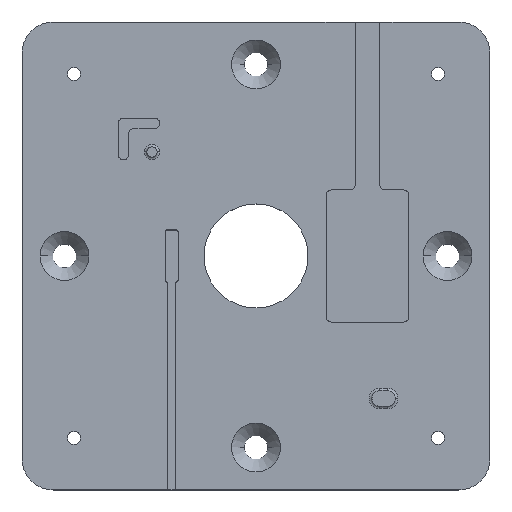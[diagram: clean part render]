
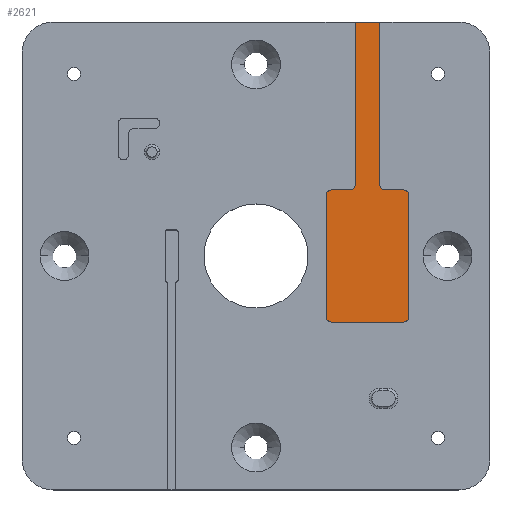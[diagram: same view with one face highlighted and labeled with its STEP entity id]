
A CAD part, top view. The second image highlights one B-rep face of the part: STEP entity #2621.
In plain terms, the highlighted planar face has unit normal (0, 0, 1).
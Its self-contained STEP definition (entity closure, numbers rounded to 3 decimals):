
#22 = DIRECTION ( 'NONE',  ( 1., 0., 0. ) ) ;
#34 = EDGE_CURVE ( 'NONE', #1277, #1278, #325, .T. ) ;
#90 = FACE_OUTER_BOUND ( 'NONE', #2740, .T. ) ;
#112 = ORIENTED_EDGE ( 'NONE', *, *, #1028, .T. ) ;
#122 = ORIENTED_EDGE ( 'NONE', *, *, #998, .T. ) ;
#124 = ORIENTED_EDGE ( 'NONE', *, *, #1034, .T. ) ;
#133 = ORIENTED_EDGE ( 'NONE', *, *, #973, .T. ) ;
#137 = ORIENTED_EDGE ( 'NONE', *, *, #842, .T. ) ;
#154 = ORIENTED_EDGE ( 'NONE', *, *, #34, .T. ) ;
#161 = ORIENTED_EDGE ( 'NONE', *, *, #1101, .T. ) ;
#167 = ORIENTED_EDGE ( 'NONE', *, *, #920, .T. ) ;
#176 = CIRCLE ( 'NONE', #1575, 1. ) ;
#183 = LINE ( 'NONE', #1261, #309 ) ;
#188 = ORIENTED_EDGE ( 'NONE', *, *, #979, .T. ) ;
#235 = ORIENTED_EDGE ( 'NONE', *, *, #932, .T. ) ;
#306 = CIRCLE ( 'NONE', #1113, 1. ) ;
#309 = VECTOR ( 'NONE', #22, 1000. ) ;
#321 = VECTOR ( 'NONE', #1423, 1000. ) ;
#322 = ORIENTED_EDGE ( 'NONE', *, *, #846, .T. ) ;
#325 = LINE ( 'NONE', #1431, #321 ) ;
#333 = VECTOR ( 'NONE', #1712, 1000. ) ;
#344 = LINE ( 'NONE', #1711, #333 ) ;
#405 = LINE ( 'NONE', #1796, #407 ) ;
#407 = VECTOR ( 'NONE', #1797, 1000. ) ;
#418 = LINE ( 'NONE', #1982, #432 ) ;
#427 = VECTOR ( 'NONE', #1943, 1000. ) ;
#430 = LINE ( 'NONE', #1942, #427 ) ;
#432 = VECTOR ( 'NONE', #1983, 1000. ) ;
#470 = CIRCLE ( 'NONE', #845, 1. ) ;
#494 = VECTOR ( 'NONE', #1900, 1000. ) ;
#496 = CIRCLE ( 'NONE', #945, 1. ) ;
#545 = CIRCLE ( 'NONE', #982, 1. ) ;
#561 = ORIENTED_EDGE ( 'NONE', *, *, #1054, .T. ) ;
#578 = VECTOR ( 'NONE', #1953, 1000. ) ;
#583 = LINE ( 'NONE', #1952, #578 ) ;
#634 = LINE ( 'NONE', #1899, #494 ) ;
#685 = ORIENTED_EDGE ( 'NONE', *, *, #886, .T. ) ;
#720 = ORIENTED_EDGE ( 'NONE', *, *, #1096, .T. ) ;
#842 = EDGE_CURVE ( 'NONE', #1341, #1311, #306, .T. ) ;
#845 = AXIS2_PLACEMENT_3D ( 'NONE', #1817, #1818, #1819 ) ;
#846 = EDGE_CURVE ( 'NONE', #1368, #1341, #183, .T. ) ;
#886 = EDGE_CURVE ( 'NONE', #1311, #1312, #344, .T. ) ;
#920 = EDGE_CURVE ( 'NONE', #1324, #1277, #405, .T. ) ;
#932 = EDGE_CURVE ( 'NONE', #1313, #1324, #470, .T. ) ;
#945 = AXIS2_PLACEMENT_3D ( 'NONE', #1858, #1859, #1860 ) ;
#973 = EDGE_CURVE ( 'NONE', #1312, #1306, #496, .T. ) ;
#979 = EDGE_CURVE ( 'NONE', #1294, #1371, #545, .T. ) ;
#982 = AXIS2_PLACEMENT_3D ( 'NONE', #1866, #1867, #1868 ) ;
#998 = EDGE_CURVE ( 'NONE', #1370, #1369, #634, .T. ) ;
#1028 = EDGE_CURVE ( 'NONE', #1371, #1287, #430, .T. ) ;
#1034 = EDGE_CURVE ( 'NONE', #1306, #1313, #583, .T. ) ;
#1054 = EDGE_CURVE ( 'NONE', #1278, #1294, #418, .T. ) ;
#1096 = EDGE_CURVE ( 'NONE', #1287, #1370, #176, .T. ) ;
#1101 = EDGE_CURVE ( 'NONE', #1369, #1368, #1194, .T. ) ;
#1113 = AXIS2_PLACEMENT_3D ( 'NONE', #1267, #1263, #1265 ) ;
#1194 = CIRCLE ( 'NONE', #1541, 1. ) ;
#1261 = CARTESIAN_POINT ( 'NONE',  ( 13.5, -12.7, 1.5 ) ) ;
#1263 = DIRECTION ( 'NONE',  ( 0., 0., 1. ) ) ;
#1265 = DIRECTION ( 'NONE',  ( 1., 0., 0. ) ) ;
#1267 = CARTESIAN_POINT ( 'NONE',  ( 28.375, -11.7, 1.5 ) ) ;
#1277 = VERTEX_POINT ( 'NONE', #2099 ) ;
#1278 = VERTEX_POINT ( 'NONE', #2100 ) ;
#1287 = VERTEX_POINT ( 'NONE', #2109 ) ;
#1294 = VERTEX_POINT ( 'NONE', #2116 ) ;
#1306 = VERTEX_POINT ( 'NONE', #2126 ) ;
#1311 = VERTEX_POINT ( 'NONE', #2131 ) ;
#1312 = VERTEX_POINT ( 'NONE', #2132 ) ;
#1313 = VERTEX_POINT ( 'NONE', #2133 ) ;
#1324 = VERTEX_POINT ( 'NONE', #2144 ) ;
#1341 = VERTEX_POINT ( 'NONE', #2151 ) ;
#1368 = VERTEX_POINT ( 'NONE', #2161 ) ;
#1369 = VERTEX_POINT ( 'NONE', #2162 ) ;
#1370 = VERTEX_POINT ( 'NONE', #2163 ) ;
#1371 = VERTEX_POINT ( 'NONE', #2164 ) ;
#1423 = DIRECTION ( 'NONE',  ( -1., 0., 0. ) ) ;
#1431 = CARTESIAN_POINT ( 'NONE',  ( 23.819, 45., 1.5 ) ) ;
#1541 = AXIS2_PLACEMENT_3D ( 'NONE', #2050, #2051, #2052 ) ;
#1575 = AXIS2_PLACEMENT_3D ( 'NONE', #2039, #2040, #2041 ) ;
#1591 = AXIS2_PLACEMENT_3D ( 'NONE', #2429, #2430, #2431 ) ;
#1711 = CARTESIAN_POINT ( 'NONE',  ( 29.375, -12.7, 1.5 ) ) ;
#1712 = DIRECTION ( 'NONE',  ( 0., 1., 0. ) ) ;
#1796 = CARTESIAN_POINT ( 'NONE',  ( 23.819, 12.7, 1.5 ) ) ;
#1797 = DIRECTION ( 'NONE',  ( 0., 1., 0. ) ) ;
#1817 = CARTESIAN_POINT ( 'NONE',  ( 24.819, 13.7, 1.5 ) ) ;
#1818 = DIRECTION ( 'NONE',  ( 0., 0., -1. ) ) ;
#1819 = DIRECTION ( 'NONE',  ( 1., 0., 0. ) ) ;
#1858 = CARTESIAN_POINT ( 'NONE',  ( 28.375, 11.7, 1.5 ) ) ;
#1859 = DIRECTION ( 'NONE',  ( 0., 0., 1. ) ) ;
#1860 = DIRECTION ( 'NONE',  ( 1., 0., 0. ) ) ;
#1866 = CARTESIAN_POINT ( 'NONE',  ( 18.056, 13.7, 1.5 ) ) ;
#1867 = DIRECTION ( 'NONE',  ( 0., 0., -1. ) ) ;
#1868 = DIRECTION ( 'NONE',  ( 1., 0., 0. ) ) ;
#1899 = CARTESIAN_POINT ( 'NONE',  ( 13.5, 12.7, 1.5 ) ) ;
#1900 = DIRECTION ( 'NONE',  ( 0., -1., 0. ) ) ;
#1942 = CARTESIAN_POINT ( 'NONE',  ( 19.056, 12.7, 1.5 ) ) ;
#1943 = DIRECTION ( 'NONE',  ( -1., 0., 0. ) ) ;
#1952 = CARTESIAN_POINT ( 'NONE',  ( 29.375, 12.7, 1.5 ) ) ;
#1953 = DIRECTION ( 'NONE',  ( -1., 0., 0. ) ) ;
#1982 = CARTESIAN_POINT ( 'NONE',  ( 19.056, 45., 1.5 ) ) ;
#1983 = DIRECTION ( 'NONE',  ( 0., -1., 0. ) ) ;
#2039 = CARTESIAN_POINT ( 'NONE',  ( 14.5, 11.7, 1.5 ) ) ;
#2040 = DIRECTION ( 'NONE',  ( 0., 0., 1. ) ) ;
#2041 = DIRECTION ( 'NONE',  ( 1., 0., 0. ) ) ;
#2050 = CARTESIAN_POINT ( 'NONE',  ( 14.5, -11.7, 1.5 ) ) ;
#2051 = DIRECTION ( 'NONE',  ( 0., 0., 1. ) ) ;
#2052 = DIRECTION ( 'NONE',  ( 1., 0., 0. ) ) ;
#2099 = CARTESIAN_POINT ( 'NONE',  ( 23.819, 45., 1.5 ) ) ;
#2100 = CARTESIAN_POINT ( 'NONE',  ( 19.056, 45., 1.5 ) ) ;
#2109 = CARTESIAN_POINT ( 'NONE',  ( 14.5, 12.7, 1.5 ) ) ;
#2116 = CARTESIAN_POINT ( 'NONE',  ( 19.056, 13.7, 1.5 ) ) ;
#2126 = CARTESIAN_POINT ( 'NONE',  ( 28.375, 12.7, 1.5 ) ) ;
#2131 = CARTESIAN_POINT ( 'NONE',  ( 29.375, -11.7, 1.5 ) ) ;
#2132 = CARTESIAN_POINT ( 'NONE',  ( 29.375, 11.7, 1.5 ) ) ;
#2133 = CARTESIAN_POINT ( 'NONE',  ( 24.819, 12.7, 1.5 ) ) ;
#2144 = CARTESIAN_POINT ( 'NONE',  ( 23.819, 13.7, 1.5 ) ) ;
#2151 = CARTESIAN_POINT ( 'NONE',  ( 28.375, -12.7, 1.5 ) ) ;
#2161 = CARTESIAN_POINT ( 'NONE',  ( 14.5, -12.7, 1.5 ) ) ;
#2162 = CARTESIAN_POINT ( 'NONE',  ( 13.5, -11.7, 1.5 ) ) ;
#2163 = CARTESIAN_POINT ( 'NONE',  ( 13.5, 11.7, 1.5 ) ) ;
#2164 = CARTESIAN_POINT ( 'NONE',  ( 18.056, 12.7, 1.5 ) ) ;
#2428 = PLANE ( 'NONE',  #1591 ) ;
#2429 = CARTESIAN_POINT ( 'NONE',  ( 19.056, 45., 1.5 ) ) ;
#2430 = DIRECTION ( 'NONE',  ( 0., 0., 1. ) ) ;
#2431 = DIRECTION ( 'NONE',  ( 1., 0., 0. ) ) ;
#2621 = ADVANCED_FACE ( 'NONE', ( #90 ), #2428, .T. ) ;
#2740 = EDGE_LOOP ( 'NONE', ( #122, #161, #322, #137, #685, #133, #124, #235, #167, #154, #561, #188, #112, #720 ) ) ;
